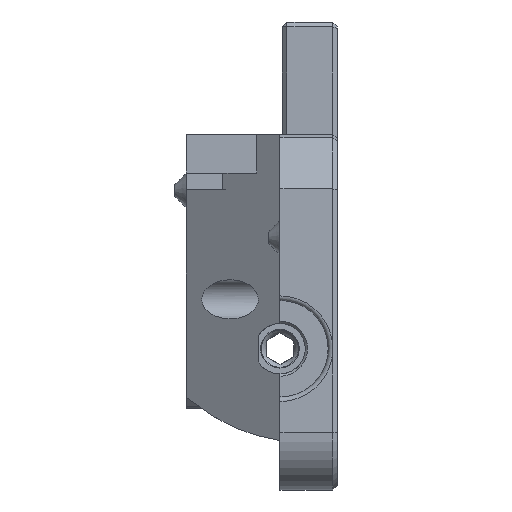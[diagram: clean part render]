
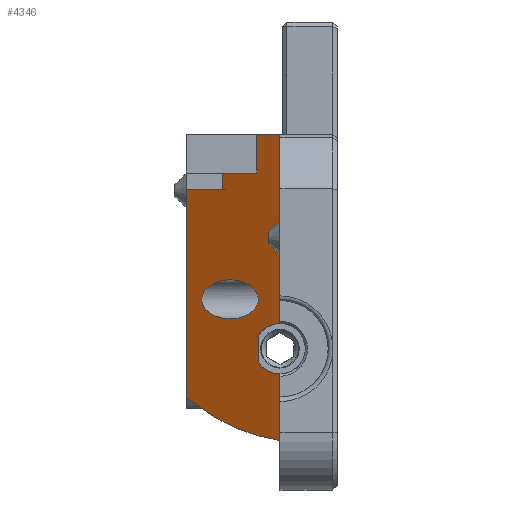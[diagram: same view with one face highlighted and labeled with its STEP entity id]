
A CAD part, left-side view. The second image highlights one B-rep face of the part: STEP entity #4346.
In plain terms, the highlighted planar face has unit normal (-0.823, 0.569, 0).
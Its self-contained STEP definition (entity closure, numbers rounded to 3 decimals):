
#2020 = VERTEX_POINT('',#2021);
#2021 = CARTESIAN_POINT('',(228.439,-143.065,39.8));
#2027 = EDGE_CURVE('',#2020,#2028,#2030,.T.);
#2028 = VERTEX_POINT('',#2029);
#2029 = CARTESIAN_POINT('',(227.05,-145.075,39.8));
#2030 = LINE('',#2031,#2032);
#2031 = CARTESIAN_POINT('',(232.901,-136.609,
    39.8));
#2032 = VECTOR('',#2033,1.);
#2033 = DIRECTION('',(-0.569,-0.823,0.));
#3097 = EDGE_CURVE('',#3098,#2028,#3100,.T.);
#3098 = VERTEX_POINT('',#3099);
#3099 = CARTESIAN_POINT('',(227.05,-145.075,23.35));
#3100 = LINE('',#3101,#3102);
#3101 = CARTESIAN_POINT('',(227.05,-145.075,21.15));
#3102 = VECTOR('',#3103,1.);
#3103 = DIRECTION('',(0.,0.,1.));
#4089 = VERTEX_POINT('',#4090);
#4090 = CARTESIAN_POINT('',(227.05,-145.075,18.95));
#4096 = EDGE_CURVE('',#4097,#4089,#4099,.T.);
#4097 = VERTEX_POINT('',#4098);
#4098 = CARTESIAN_POINT('',(227.05,-145.075,13.157));
#4099 = LINE('',#4100,#4101);
#4100 = CARTESIAN_POINT('',(227.05,-145.075,21.15));
#4101 = VECTOR('',#4102,1.);
#4102 = DIRECTION('',(0.,0.,1.));
#4326 = EDGE_CURVE('',#2020,#4327,#4329,.T.);
#4327 = VERTEX_POINT('',#4328);
#4328 = CARTESIAN_POINT('',(228.439,-143.065,36.45));
#4329 = LINE('',#4330,#4331);
#4330 = CARTESIAN_POINT('',(228.439,-143.065,28.8));
#4331 = VECTOR('',#4332,1.);
#4332 = DIRECTION('',(0.,0.,-1.));
#4346 = ADVANCED_FACE('',(#4347,#4424),#4435,.T.);
#4347 = FACE_BOUND('',#4348,.T.);
#4348 = EDGE_LOOP('',(#4349,#4359,#4367,#4374,#4375,#4384,#4392,#4399,
    #4400,#4401,#4402,#4410,#4418));
#4349 = ORIENTED_EDGE('',*,*,#4350,.T.);
#4350 = EDGE_CURVE('',#4351,#4353,#4355,.T.);
#4351 = VERTEX_POINT('',#4352);
#4352 = CARTESIAN_POINT('',(232.696,-136.905,35.002));
#4353 = VERTEX_POINT('',#4354);
#4354 = CARTESIAN_POINT('',(232.696,-136.905,
    16.903));
#4355 = LINE('',#4356,#4357);
#4356 = CARTESIAN_POINT('',(232.696,-136.905,
    19.204));
#4357 = VECTOR('',#4358,1.);
#4358 = DIRECTION('',(0.,0.,-1.));
#4359 = ORIENTED_EDGE('',*,*,#4360,.T.);
#4360 = EDGE_CURVE('',#4353,#4361,#4363,.T.);
#4361 = VERTEX_POINT('',#4362);
#4362 = CARTESIAN_POINT('',(230.976,-139.393,
    15.184));
#4363 = LINE('',#4364,#4365);
#4364 = CARTESIAN_POINT('',(230.862,-139.559,
    15.069));
#4365 = VECTOR('',#4366,1.);
#4366 = DIRECTION('',(-0.494,-0.715,-0.494));
#4367 = ORIENTED_EDGE('',*,*,#4368,.T.);
#4368 = EDGE_CURVE('',#4361,#4097,#4369,.T.);
#4369 = ELLIPSE('',#4370,15.565,8.849);
#4370 = AXIS2_PLACEMENT_3D('',#4371,#4372,#4373);
#4371 = CARTESIAN_POINT('',(225.083,-147.922,
    21.784));
#4372 = DIRECTION('',(-0.823,0.569,0.));
#4373 = DIRECTION('',(-0.569,-0.823,0.));
#4374 = ORIENTED_EDGE('',*,*,#4096,.T.);
#4375 = ORIENTED_EDGE('',*,*,#4376,.T.);
#4376 = EDGE_CURVE('',#4089,#4377,#4379,.T.);
#4377 = VERTEX_POINT('',#4378);
#4378 = CARTESIAN_POINT('',(228.35,-143.194,
    20.009));
#4379 = ELLIPSE('',#4380,2.674,2.2);
#4380 = AXIS2_PLACEMENT_3D('',#4381,#4382,#4383);
#4381 = CARTESIAN_POINT('',(227.05,-145.075,21.15));
#4382 = DIRECTION('',(0.823,-0.569,0.));
#4383 = DIRECTION('',(0.569,0.823,0.));
#4384 = ORIENTED_EDGE('',*,*,#4385,.T.);
#4385 = EDGE_CURVE('',#4377,#4386,#4388,.T.);
#4386 = VERTEX_POINT('',#4387);
#4387 = CARTESIAN_POINT('',(228.35,-143.194,
    22.291));
#4388 = LINE('',#4389,#4390);
#4389 = CARTESIAN_POINT('',(228.35,-143.194,22.25));
#4390 = VECTOR('',#4391,1.);
#4391 = DIRECTION('',(0.,0.,1.));
#4392 = ORIENTED_EDGE('',*,*,#4393,.T.);
#4393 = EDGE_CURVE('',#4386,#3098,#4394,.T.);
#4394 = ELLIPSE('',#4395,2.674,2.2);
#4395 = AXIS2_PLACEMENT_3D('',#4396,#4397,#4398);
#4396 = CARTESIAN_POINT('',(227.05,-145.075,21.15));
#4397 = DIRECTION('',(0.823,-0.569,0.));
#4398 = DIRECTION('',(0.569,0.823,0.));
#4399 = ORIENTED_EDGE('',*,*,#3097,.T.);
#4400 = ORIENTED_EDGE('',*,*,#2027,.F.);
#4401 = ORIENTED_EDGE('',*,*,#4326,.T.);
#4402 = ORIENTED_EDGE('',*,*,#4403,.T.);
#4403 = EDGE_CURVE('',#4327,#4404,#4406,.T.);
#4404 = VERTEX_POINT('',#4405);
#4405 = CARTESIAN_POINT('',(230.485,-140.104,36.45));
#4406 = LINE('',#4407,#4408);
#4407 = CARTESIAN_POINT('',(232.102,-137.765,36.45));
#4408 = VECTOR('',#4409,1.);
#4409 = DIRECTION('',(0.569,0.823,0.));
#4410 = ORIENTED_EDGE('',*,*,#4411,.T.);
#4411 = EDGE_CURVE('',#4404,#4412,#4414,.T.);
#4412 = VERTEX_POINT('',#4413);
#4413 = CARTESIAN_POINT('',(230.485,-140.104,35.002));
#4414 = LINE('',#4415,#4416);
#4415 = CARTESIAN_POINT('',(230.485,-140.104,28.8));
#4416 = VECTOR('',#4417,1.);
#4417 = DIRECTION('',(0.,0.,-1.));
#4418 = ORIENTED_EDGE('',*,*,#4419,.T.);
#4419 = EDGE_CURVE('',#4412,#4351,#4420,.T.);
#4420 = LINE('',#4421,#4422);
#4421 = CARTESIAN_POINT('',(233.069,-136.366,35.002));
#4422 = VECTOR('',#4423,1.);
#4423 = DIRECTION('',(0.569,0.823,0.));
#4424 = FACE_BOUND('',#4425,.T.);
#4425 = EDGE_LOOP('',(#4426));
#4426 = ORIENTED_EDGE('',*,*,#4427,.T.);
#4427 = EDGE_CURVE('',#4428,#4428,#4430,.T.);
#4428 = VERTEX_POINT('',#4429);
#4429 = CARTESIAN_POINT('',(230.05,-140.734,23.75));
#4430 = ELLIPSE('',#4431,2.99,1.7);
#4431 = AXIS2_PLACEMENT_3D('',#4432,#4433,#4434);
#4432 = CARTESIAN_POINT('',(230.05,-140.734,25.45));
#4433 = DIRECTION('',(0.823,-0.569,0.));
#4434 = DIRECTION('',(0.569,0.823,0.));
#4435 = PLANE('',#4436);
#4436 = AXIS2_PLACEMENT_3D('',#4437,#4438,#4439);
#4437 = CARTESIAN_POINT('',(233.05,-136.393,21.15));
#4438 = DIRECTION('',(-0.823,0.569,0.));
#4439 = DIRECTION('',(-0.569,-0.823,0.));
